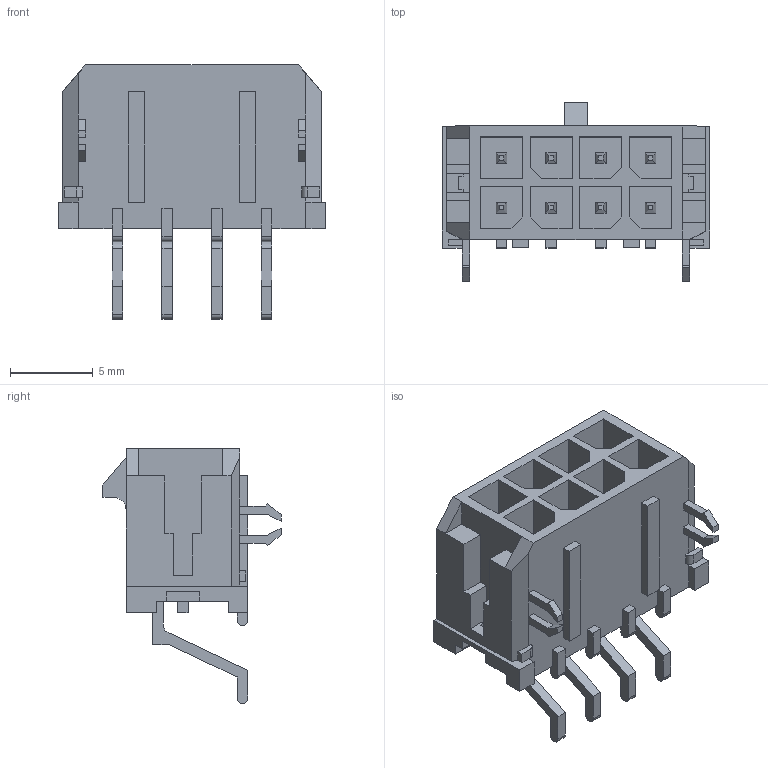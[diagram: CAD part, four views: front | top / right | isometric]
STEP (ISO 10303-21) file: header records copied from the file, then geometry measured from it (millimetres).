
FILE_DESCRIPTION((''),'2;1');
FILE_NAME('430450807','2020-04-16T',('gga'),(''),'PRO/ENGINEER BY PARAMETRIC TECHNOLOGY CORPORATION, 2016010','PRO/ENGINEER BY PARAMETRIC TECHNOLOGY CORPORATION, 2016010','');
FILE_SCHEMA(('CONFIG_CONTROL_DESIGN'));
Length unit declared in the file: millimetre
Products named in the file (1): 430450807
Bounding box: 16.15 x 10.77 x 15.4 mm (x, y, z)
Volume: 660.6 mm3; surface area: 1511.9 mm2
Topology: 1 solids, 5 shells, 419 faces, 1119 edges, 732 vertices
Faces by surface type: plane 404, cylinder 15
Entity records: 12676 total; most frequent: CARTESIAN_POINT 2231, ORIENTED_EDGE 2162, DIRECTION 1993, VECTOR 1085, LINE 1085, EDGE_CURVE 1081, VERTEX_POINT 692, AXIS2_PLACEMENT_3D 454
